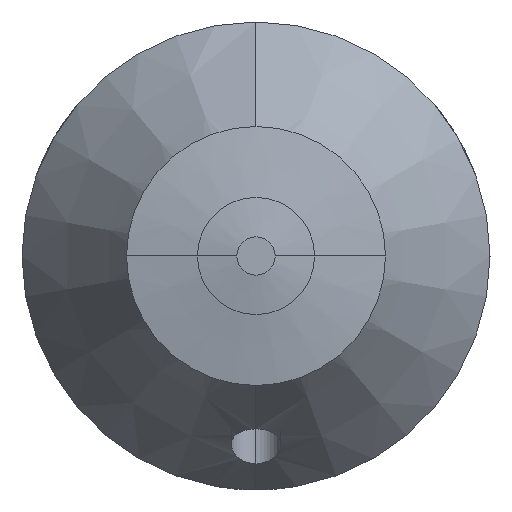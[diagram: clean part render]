
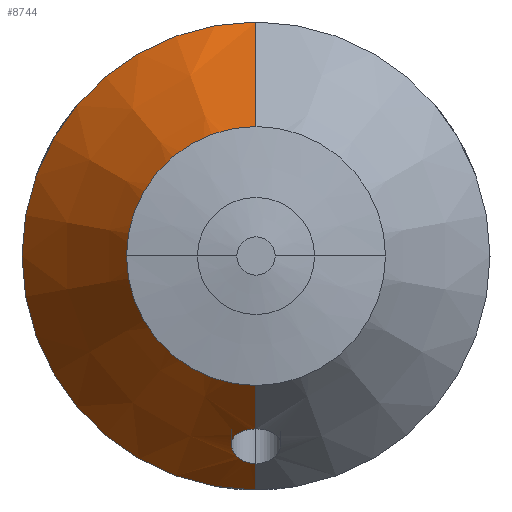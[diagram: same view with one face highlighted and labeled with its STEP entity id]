
A CAD part, front view. The second image highlights one B-rep face of the part: STEP entity #8744.
In plain terms, the highlighted conical face has half-angle 35 degrees and reference radius 8.735 mm.
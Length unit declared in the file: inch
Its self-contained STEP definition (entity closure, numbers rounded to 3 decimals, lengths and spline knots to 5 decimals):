
#437 = B_SPLINE_CURVE_WITH_KNOTS ( 'NONE', 3,
 ( #6874, #6867, #6865, #6864, #6863, #6860, #6857, #6854, #6852, #6851, #6850, #6848, #6847, #6845, #6842, #6840, #6838, #6837, #6835, #6831, #6827, #6826, #6821, #6819, #6817, #6816, #6815, #6814 ),
 .UNSPECIFIED., .F., .F.,
 ( 4, 2, 2, 2, 2, 2, 2, 2, 2, 2, 2, 2, 2, 4 ),
 ( 0.00588, 0.00632, 0.00676, 0.0072, 0.00763, 0.00939, 0.00982, 0.01026, 0.0107, 0.01114, 0.01158, 0.01202, 0.01245, 0.01289 ),
 .UNSPECIFIED. ) ;
#1750 = FACE_OUTER_BOUND ( 'NONE', #6069, .T. ) ;
#1755 = CONICAL_SURFACE ( 'NONE', #4867, 0.34388, 0.611 ) ;
#2110 = AXIS2_PLACEMENT_3D ( 'NONE', #6894, #6890, #6888 ) ;
#2112 = AXIS2_PLACEMENT_3D ( 'NONE', #6991, #6896, #6895 ) ;
#3571 = CARTESIAN_POINT ( 'NONE',  ( 0., -7.0295, -0.55429 ) ) ;
#3572 = CARTESIAN_POINT ( 'NONE',  ( 0., -6.8705, -0.66562 ) ) ;
#3573 = CARTESIAN_POINT ( 'NONE',  ( 0., -6.75, -0.75 ) ) ;
#3574 = CARTESIAN_POINT ( 'NONE',  ( 0., -6.75, 0.75 ) ) ;
#3577 = CARTESIAN_POINT ( 'NONE',  ( 0., -7.33, -0.34388 ) ) ;
#3578 = CARTESIAN_POINT ( 'NONE',  ( 0., -7.33, 0.34388 ) ) ;
#3720 = EDGE_CURVE ( 'NONE', #4168, #4171, #10301, .T. ) ;
#3723 = EDGE_CURVE ( 'NONE', #4168, #4169, #10284, .T. ) ;
#3724 = EDGE_CURVE ( 'NONE', #4171, #4172, #10281, .T. ) ;
#3725 = EDGE_CURVE ( 'NONE', #4173, #4172, #10298, .T. ) ;
#3726 = EDGE_CURVE ( 'NONE', #4169, #4174, #10282, .T. ) ;
#3728 = EDGE_CURVE ( 'NONE', #4174, #4173, #437, .T. ) ;
#4168 = VERTEX_POINT ( 'NONE', #3578 ) ;
#4169 = VERTEX_POINT ( 'NONE', #3577 ) ;
#4171 = VERTEX_POINT ( 'NONE', #3574 ) ;
#4172 = VERTEX_POINT ( 'NONE', #3573 ) ;
#4173 = VERTEX_POINT ( 'NONE', #3572 ) ;
#4174 = VERTEX_POINT ( 'NONE', #3571 ) ;
#4867 = AXIS2_PLACEMENT_3D ( 'NONE', #8290, #8301, #8302 ) ;
#5786 = ORIENTED_EDGE ( 'NONE', *, *, #3724, .T. ) ;
#5793 = ORIENTED_EDGE ( 'NONE', *, *, #3720, .T. ) ;
#5794 = ORIENTED_EDGE ( 'NONE', *, *, #3725, .F. ) ;
#5798 = ORIENTED_EDGE ( 'NONE', *, *, #3728, .F. ) ;
#5799 = ORIENTED_EDGE ( 'NONE', *, *, #3723, .F. ) ;
#5800 = ORIENTED_EDGE ( 'NONE', *, *, #3726, .F. ) ;
#6069 = EDGE_LOOP ( 'NONE', ( #5799, #5793, #5786, #5794, #5798, #5800 ) ) ;
#6814 = CARTESIAN_POINT ( 'NONE',  ( 0., -6.8705, -0.66562 ) ) ;
#6815 = CARTESIAN_POINT ( 'NONE',  ( -0.00583, -6.8705, -0.66562 ) ) ;
#6816 = CARTESIAN_POINT ( 'NONE',  ( -0.01154, -6.87113, -0.6651 ) ) ;
#6817 = CARTESIAN_POINT ( 'NONE',  ( -0.02271, -6.8736, -0.66309 ) ) ;
#6819 = CARTESIAN_POINT ( 'NONE',  ( -0.02812, -6.87544, -0.66159 ) ) ;
#6821 = CARTESIAN_POINT ( 'NONE',  ( -0.03809, -6.88, -0.65789 ) ) ;
#6826 = CARTESIAN_POINT ( 'NONE',  ( -0.04278, -6.88279, -0.65564 ) ) ;
#6827 = CARTESIAN_POINT ( 'NONE',  ( -0.05123, -6.88899, -0.65068 ) ) ;
#6831 = CARTESIAN_POINT ( 'NONE',  ( -0.05502, -6.8924, -0.64797 ) ) ;
#6835 = CARTESIAN_POINT ( 'NONE',  ( -0.06184, -6.89979, -0.64216 ) ) ;
#6837 = CARTESIAN_POINT ( 'NONE',  ( -0.06485, -6.90376, -0.63906 ) ) ;
#6838 = CARTESIAN_POINT ( 'NONE',  ( -0.06997, -6.91194, -0.63276 ) ) ;
#6840 = CARTESIAN_POINT ( 'NONE',  ( -0.07211, -6.91619, -0.62952 ) ) ;
#6842 = CARTESIAN_POINT ( 'NONE',  ( -0.07561, -6.92497, -0.62292 ) ) ;
#6845 = CARTESIAN_POINT ( 'NONE',  ( -0.07697, -6.92955, -0.61952 ) ) ;
#6847 = CARTESIAN_POINT ( 'NONE',  ( -0.07885, -6.93878, -0.61276 ) ) ;
#6848 = CARTESIAN_POINT ( 'NONE',  ( -0.07937, -6.94345, -0.6094 ) ) ;
#6850 = CARTESIAN_POINT ( 'NONE',  ( -0.07992, -6.96699, -0.5927 ) ) ;
#6851 = CARTESIAN_POINT ( 'NONE',  ( -0.0736, -6.98678, -0.5797 ) ) ;
#6852 = CARTESIAN_POINT ( 'NONE',  ( -0.05604, -7.00664, -0.56755 ) ) ;
#6854 = CARTESIAN_POINT ( 'NONE',  ( -0.05208, -7.01031, -0.56535 ) ) ;
#6857 = CARTESIAN_POINT ( 'NONE',  ( -0.04335, -7.01686, -0.56149 ) ) ;
#6860 = CARTESIAN_POINT ( 'NONE',  ( -0.0385, -7.01978, -0.5598 ) ) ;
#6863 = CARTESIAN_POINT ( 'NONE',  ( -0.02829, -7.02451, -0.55709 ) ) ;
#6864 = CARTESIAN_POINT ( 'NONE',  ( -0.02284, -7.02637, -0.55605 ) ) ;
#6865 = CARTESIAN_POINT ( 'NONE',  ( -0.01154, -7.02887, -0.55464 ) ) ;
#6867 = CARTESIAN_POINT ( 'NONE',  ( -0.00581, -7.0295, -0.55429 ) ) ;
#6874 = CARTESIAN_POINT ( 'NONE',  ( 0., -7.0295, -0.55429 ) ) ;
#6875 = DIRECTION ( 'NONE',  ( 0., 0.819, -0.574 ) ) ;
#6881 = DIRECTION ( 'NONE',  ( 0., 0.819, -0.574 ) ) ;
#6884 = CARTESIAN_POINT ( 'NONE',  ( 0., -7.33, -0.34388 ) ) ;
#6888 = DIRECTION ( 'NONE',  ( 0., 0., 1. ) ) ;
#6890 = DIRECTION ( 'NONE',  ( 0., -1., 0. ) ) ;
#6894 = CARTESIAN_POINT ( 'NONE',  ( 0., -6.75, 0. ) ) ;
#6895 = DIRECTION ( 'NONE',  ( 0., 0., 1. ) ) ;
#6896 = DIRECTION ( 'NONE',  ( 0., -1., 0. ) ) ;
#6985 = CARTESIAN_POINT ( 'NONE',  ( 0., -7.33, -0.34388 ) ) ;
#6991 = CARTESIAN_POINT ( 'NONE',  ( 0., -7.33, 0. ) ) ;
#6993 = DIRECTION ( 'NONE',  ( 0., 0.819, 0.574 ) ) ;
#6994 = CARTESIAN_POINT ( 'NONE',  ( 0., -7.33, 0.34388 ) ) ;
#8290 = CARTESIAN_POINT ( 'NONE',  ( 0., -7.33, 0. ) ) ;
#8301 = DIRECTION ( 'NONE',  ( 0., 1., 0. ) ) ;
#8302 = DIRECTION ( 'NONE',  ( 0., 0., -1. ) ) ;
#8744 = ADVANCED_FACE ( 'NONE', ( #1750 ), #1755, .T. ) ;
#10280 = VECTOR ( 'NONE', #6875, 39.37008 ) ;
#10281 = CIRCLE ( 'NONE', #2110, 0.75 ) ;
#10282 = LINE ( 'NONE', #6985, #10280 ) ;
#10284 = CIRCLE ( 'NONE', #2112, 0.34388 ) ;
#10287 = VECTOR ( 'NONE', #6881, 39.37008 ) ;
#10298 = LINE ( 'NONE', #6884, #10287 ) ;
#10301 = LINE ( 'NONE', #6994, #10306 ) ;
#10306 = VECTOR ( 'NONE', #6993, 39.37008 ) ;
